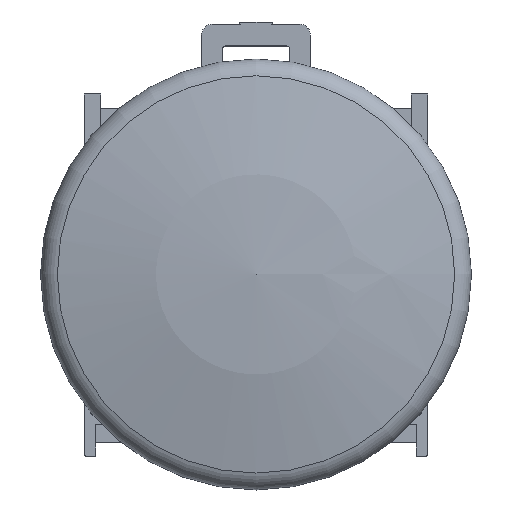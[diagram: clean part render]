
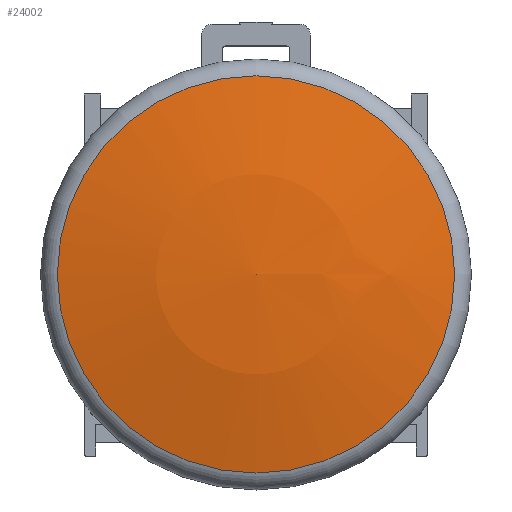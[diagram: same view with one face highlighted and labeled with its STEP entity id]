
A CAD part, top view. The second image highlights one B-rep face of the part: STEP entity #24002.
In plain terms, the highlighted spherical face has radius 79.263 mm.
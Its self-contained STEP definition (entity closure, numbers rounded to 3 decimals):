
#114=SPHERICAL_SURFACE('',#25611,79.263);
#1901=FACE_OUTER_BOUND('',#3192,.T.);
#3192=EDGE_LOOP('',(#18595,#18596,#18597,#18598));
#4114=CIRCLE('',#25609,18.209);
#4115=CIRCLE('',#25610,18.209);
#4116=CIRCLE('',#25612,79.263);
#10556=VERTEX_POINT('',#38634);
#10557=VERTEX_POINT('',#38636);
#10558=VERTEX_POINT('',#38640);
#13404=EDGE_CURVE('',#10556,#10557,#4114,.T.);
#13405=EDGE_CURVE('',#10557,#10556,#4115,.T.);
#13406=EDGE_CURVE('',#10558,#10557,#4116,.T.);
#18595=ORIENTED_EDGE('',*,*,#13406,.T.);
#18596=ORIENTED_EDGE('',*,*,#13404,.F.);
#18597=ORIENTED_EDGE('',*,*,#13405,.F.);
#18598=ORIENTED_EDGE('',*,*,#13406,.F.);
#24002=ADVANCED_FACE('',(#1901),#114,.T.);
#25609=AXIS2_PLACEMENT_3D('',#38637,#30153,#30154);
#25610=AXIS2_PLACEMENT_3D('',#38638,#30155,#30156);
#25611=AXIS2_PLACEMENT_3D('',#38639,#30157,#30158);
#25612=AXIS2_PLACEMENT_3D('',#38641,#30159,#30160);
#30153=DIRECTION('center_axis',(0.,0.,
-1.));
#30154=DIRECTION('ref_axis',(1.,0.,0.));
#30155=DIRECTION('center_axis',(0.,0.,
-1.));
#30156=DIRECTION('ref_axis',(1.,0.,0.));
#30157=DIRECTION('center_axis',(0.,0.,
1.));
#30158=DIRECTION('ref_axis',(-1.,0.,0.));
#30159=DIRECTION('center_axis',(0.,1.,0.));
#30160=DIRECTION('ref_axis',(1.,0.,0.));
#38634=CARTESIAN_POINT('',(-18.209,0.,19.23));
#38636=CARTESIAN_POINT('',(18.209,0.,19.23));
#38637=CARTESIAN_POINT('Origin',(0.,0.,
19.23));
#38638=CARTESIAN_POINT('Origin',(0.,0.,
19.23));
#38639=CARTESIAN_POINT('Origin',(0.,0.,
-57.913));
#38640=CARTESIAN_POINT('',(0.,0.,21.35));
#38641=CARTESIAN_POINT('Origin',(0.,0.,
-57.913));
